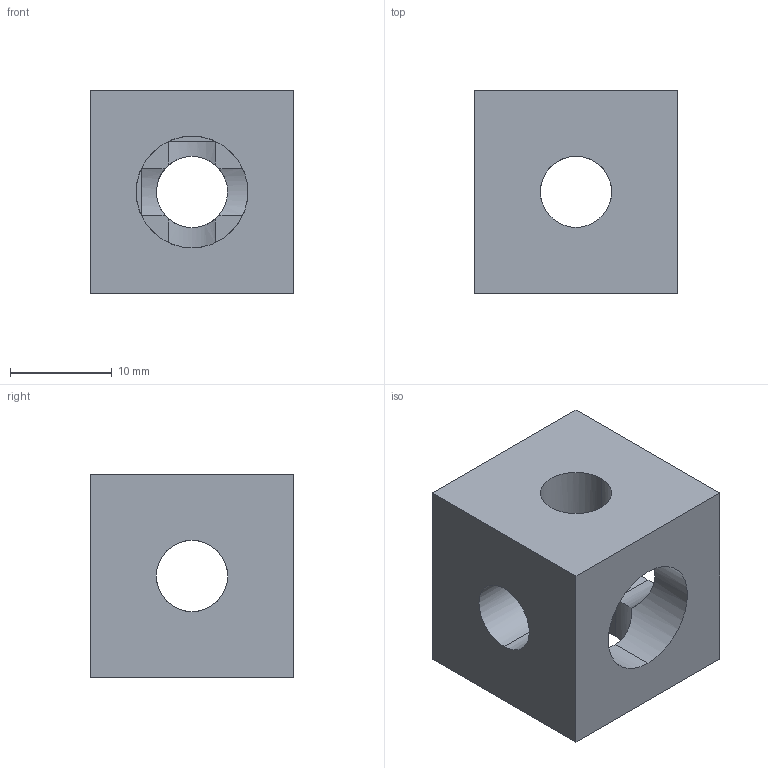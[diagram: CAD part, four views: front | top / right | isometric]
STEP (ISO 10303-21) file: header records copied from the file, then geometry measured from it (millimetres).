
FILE_DESCRIPTION (( 'STEP AP203' ), '1' );
FILE_NAME ('01.01.01.09.STEP', '2019-02-13T05:20:14', ( '' ), ( '' ), 'SwSTEP 2.0', 'SolidWorks 2018', '' );
FILE_SCHEMA (( 'CONFIG_CONTROL_DESIGN' ));
Length unit declared in the file: millimetre
Products named in the file (1): 01.01.01.09
Bounding box: 20 x 20 x 20 mm (x, y, z)
Volume: 4992.3 mm3; surface area: 3030.4 mm2
Topology: 1 solids, 1 shells, 55 faces, 137 edges, 80 vertices
Faces by surface type: cylinder 31, plane 24
Entity records: 1872 total; most frequent: CARTESIAN_POINT 553, ORIENTED_EDGE 274, DIRECTION 250, EDGE_CURVE 137, AXIS2_PLACEMENT_3D 99, VERTEX_POINT 80, EDGE_LOOP 61, ADVANCED_FACE 55
